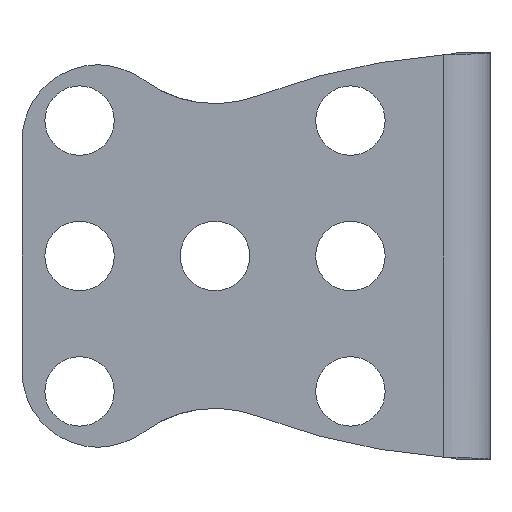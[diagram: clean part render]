
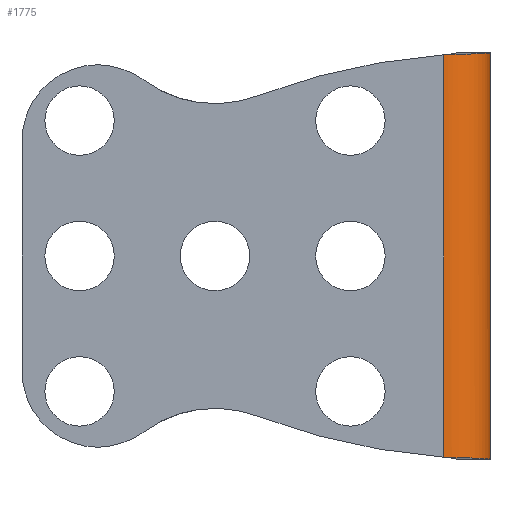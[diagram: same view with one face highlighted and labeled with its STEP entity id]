
A CAD part, left-side view. The second image highlights one B-rep face of the part: STEP entity #1775.
In plain terms, the highlighted cylindrical face has radius 2.737 mm (diameter 5.473 mm), a partial arc.
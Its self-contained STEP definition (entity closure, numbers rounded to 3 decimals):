
#173 = VECTOR ( 'NONE', #505, 1000. ) ;
#217 = VERTEX_POINT ( 'NONE', #1980 ) ;
#259 = CARTESIAN_POINT ( 'NONE',  ( -27.552, -0.945, 11.933 ) ) ;
#267 = DIRECTION ( 'NONE',  ( 0., 0., -1. ) ) ;
#301 = CARTESIAN_POINT ( 'NONE',  ( -28.1, 0.737, -11.886 ) ) ;
#321 = LINE ( 'NONE', #2721, #2423 ) ;
#388 = CARTESIAN_POINT ( 'NONE',  ( -25.363, 0.737, 24.235 ) ) ;
#410 = CARTESIAN_POINT ( 'NONE',  ( -25.363, -2., 11.999 ) ) ;
#477 = CARTESIAN_POINT ( 'NONE',  ( -28.029, 0.02, -11.905 ) ) ;
#505 = DIRECTION ( 'NONE',  ( 0., 0., -1. ) ) ;
#537 = FACE_OUTER_BOUND ( 'NONE', #2231, .T. ) ;
#547 = CARTESIAN_POINT ( 'NONE',  ( -28.029, 0.02, 11.905 ) ) ;
#608 = EDGE_CURVE ( 'NONE', #1804, #1327, #821, .T. ) ;
#646 = B_SPLINE_CURVE_WITH_KNOTS ( 'NONE', 3,
 ( #1080, #2711, #1644, #3480, #1917, #259, #2193, #547, #2457, #817 ),
 .UNSPECIFIED., .F., .F.,
 ( 4, 2, 2, 2, 4 ),
 ( 0., 0.25, 0.5, 0.75, 1. ),
 .UNSPECIFIED. ) ;
#742 = CARTESIAN_POINT ( 'NONE',  ( -27.552, -0.945, -11.933 ) ) ;
#751 = VERTEX_POINT ( 'NONE', #301 ) ;
#800 = AXIS2_PLACEMENT_3D ( 'NONE', #388, #942, #3089 ) ;
#817 = CARTESIAN_POINT ( 'NONE',  ( -28.1, 0.737, 11.886 ) ) ;
#821 = LINE ( 'NONE', #2425, #173 ) ;
#941 = ORIENTED_EDGE ( 'NONE', *, *, #608, .F. ) ;
#942 = DIRECTION ( 'NONE',  ( 0., 0., -1. ) ) ;
#1023 = CARTESIAN_POINT ( 'NONE',  ( -26.742, -1.655, -11.961 ) ) ;
#1071 = CARTESIAN_POINT ( 'NONE',  ( -25.363, -2., -11.999 ) ) ;
#1080 = CARTESIAN_POINT ( 'NONE',  ( -25.363, -2., 11.999 ) ) ;
#1292 = B_SPLINE_CURVE_WITH_KNOTS ( 'NONE', 3,
 ( #2886, #1575, #477, #2391, #742, #2654, #1023, #2911, #1310, #3167 ),
 .UNSPECIFIED., .F., .F.,
 ( 4, 2, 2, 2, 4 ),
 ( 0., 0.25, 0.5, 0.75, 1. ),
 .UNSPECIFIED. ) ;
#1310 = CARTESIAN_POINT ( 'NONE',  ( -25.722, -2., -11.99 ) ) ;
#1327 = VERTEX_POINT ( 'NONE', #1071 ) ;
#1575 = CARTESIAN_POINT ( 'NONE',  ( -28.1, 0.378, -11.896 ) ) ;
#1644 = CARTESIAN_POINT ( 'NONE',  ( -26.08, -1.929, 11.98 ) ) ;
#1775 = ADVANCED_FACE ( 'NONE', ( #537 ), #2627, .T. ) ;
#1804 = VERTEX_POINT ( 'NONE', #410 ) ;
#1917 = CARTESIAN_POINT ( 'NONE',  ( -27.045, -1.452, 11.952 ) ) ;
#1980 = CARTESIAN_POINT ( 'NONE',  ( -28.1, 0.737, 11.886 ) ) ;
#2101 = ORIENTED_EDGE ( 'NONE', *, *, #2687, .T. ) ;
#2193 = CARTESIAN_POINT ( 'NONE',  ( -27.755, -0.642, 11.924 ) ) ;
#2231 = EDGE_LOOP ( 'NONE', ( #2256, #941, #2768, #2101 ) ) ;
#2256 = ORIENTED_EDGE ( 'NONE', *, *, #2514, .T. ) ;
#2391 = CARTESIAN_POINT ( 'NONE',  ( -27.755, -0.642, -11.924 ) ) ;
#2423 = VECTOR ( 'NONE', #267, 1000. ) ;
#2425 = CARTESIAN_POINT ( 'NONE',  ( -25.363, -2., 12. ) ) ;
#2457 = CARTESIAN_POINT ( 'NONE',  ( -28.1, 0.378, 11.896 ) ) ;
#2514 = EDGE_CURVE ( 'NONE', #751, #1327, #1292, .T. ) ;
#2616 = EDGE_CURVE ( 'NONE', #1804, #217, #646, .T. ) ;
#2627 = CYLINDRICAL_SURFACE ( 'NONE', #800, 2.737 ) ;
#2654 = CARTESIAN_POINT ( 'NONE',  ( -27.045, -1.452, -11.952 ) ) ;
#2687 = EDGE_CURVE ( 'NONE', #217, #751, #321, .T. ) ;
#2711 = CARTESIAN_POINT ( 'NONE',  ( -25.722, -2., 11.99 ) ) ;
#2721 = CARTESIAN_POINT ( 'NONE',  ( -28.1, 0.737, 12. ) ) ;
#2768 = ORIENTED_EDGE ( 'NONE', *, *, #2616, .T. ) ;
#2886 = CARTESIAN_POINT ( 'NONE',  ( -28.1, 0.737, -11.886 ) ) ;
#2911 = CARTESIAN_POINT ( 'NONE',  ( -26.08, -1.929, -11.98 ) ) ;
#3089 = DIRECTION ( 'NONE',  ( -1., 0., 0. ) ) ;
#3167 = CARTESIAN_POINT ( 'NONE',  ( -25.363, -2., -11.999 ) ) ;
#3480 = CARTESIAN_POINT ( 'NONE',  ( -26.742, -1.655, 11.961 ) ) ;
